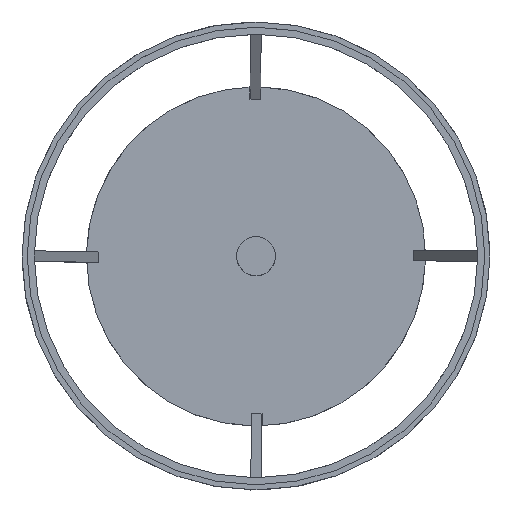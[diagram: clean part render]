
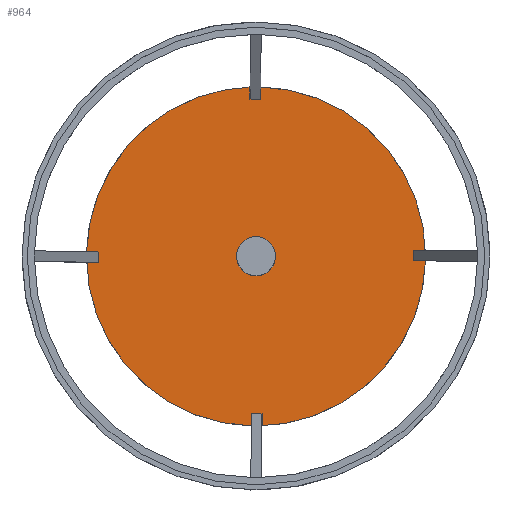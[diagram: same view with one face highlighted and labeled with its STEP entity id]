
A CAD part, top view. The second image highlights one B-rep face of the part: STEP entity #964.
In plain terms, the highlighted planar face has unit normal (0, 0, 1).
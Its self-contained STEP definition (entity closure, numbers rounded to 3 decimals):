
#36=FACE_BOUND('',#170,.T.);
#68=PLANE('',#1058);
#117=FACE_OUTER_BOUND('',#169,.T.);
#169=EDGE_LOOP('',(#811,#812,#813,#814,#815,#816,#817,#818,#819,#820,#821,
#822,#823,#824,#825,#826));
#170=EDGE_LOOP('',(#827));
#209=LINE('',#1489,#306);
#212=LINE('',#1494,#309);
#220=LINE('',#1510,#317);
#223=LINE('',#1516,#320);
#230=LINE('',#1530,#327);
#233=LINE('',#1536,#330);
#240=LINE('',#1550,#337);
#243=LINE('',#1556,#340);
#261=LINE('',#1602,#358);
#262=LINE('',#1605,#359);
#263=LINE('',#1608,#360);
#264=LINE('',#1611,#361);
#306=VECTOR('',#1189,10.);
#309=VECTOR('',#1194,10.);
#317=VECTOR('',#1206,10.);
#320=VECTOR('',#1211,10.);
#327=VECTOR('',#1222,10.);
#330=VECTOR('',#1227,10.);
#337=VECTOR('',#1238,10.);
#340=VECTOR('',#1243,10.);
#358=VECTOR('',#1297,10.);
#359=VECTOR('',#1300,10.);
#360=VECTOR('',#1303,10.);
#361=VECTOR('',#1306,10.);
#380=CIRCLE('',#996,7.5);
#404=CIRCLE('',#1059,65.);
#405=CIRCLE('',#1060,65.);
#406=CIRCLE('',#1061,65.);
#407=CIRCLE('',#1062,65.);
#410=VERTEX_POINT('',#1379);
#447=VERTEX_POINT('',#1487);
#448=VERTEX_POINT('',#1488);
#449=VERTEX_POINT('',#1493);
#454=VERTEX_POINT('',#1507);
#455=VERTEX_POINT('',#1509);
#457=VERTEX_POINT('',#1515);
#461=VERTEX_POINT('',#1527);
#462=VERTEX_POINT('',#1529);
#464=VERTEX_POINT('',#1535);
#468=VERTEX_POINT('',#1547);
#469=VERTEX_POINT('',#1549);
#471=VERTEX_POINT('',#1555);
#481=VERTEX_POINT('',#1601);
#482=VERTEX_POINT('',#1603);
#483=VERTEX_POINT('',#1606);
#484=VERTEX_POINT('',#1609);
#500=EDGE_CURVE('',#410,#410,#380,.T.);
#549=EDGE_CURVE('',#447,#448,#209,.T.);
#552=EDGE_CURVE('',#449,#447,#212,.T.);
#560=EDGE_CURVE('',#455,#454,#220,.T.);
#563=EDGE_CURVE('',#454,#457,#223,.T.);
#570=EDGE_CURVE('',#462,#461,#230,.T.);
#573=EDGE_CURVE('',#461,#464,#233,.T.);
#580=EDGE_CURVE('',#469,#468,#240,.T.);
#583=EDGE_CURVE('',#468,#471,#243,.T.);
#606=EDGE_CURVE('',#481,#449,#261,.T.);
#607=EDGE_CURVE('',#482,#448,#404,.T.);
#608=EDGE_CURVE('',#482,#455,#262,.T.);
#609=EDGE_CURVE('',#483,#457,#405,.T.);
#610=EDGE_CURVE('',#483,#462,#263,.T.);
#611=EDGE_CURVE('',#484,#464,#406,.T.);
#612=EDGE_CURVE('',#484,#469,#264,.T.);
#613=EDGE_CURVE('',#481,#471,#407,.T.);
#811=ORIENTED_EDGE('',*,*,#606,.T.);
#812=ORIENTED_EDGE('',*,*,#552,.T.);
#813=ORIENTED_EDGE('',*,*,#549,.T.);
#814=ORIENTED_EDGE('',*,*,#607,.F.);
#815=ORIENTED_EDGE('',*,*,#608,.T.);
#816=ORIENTED_EDGE('',*,*,#560,.T.);
#817=ORIENTED_EDGE('',*,*,#563,.T.);
#818=ORIENTED_EDGE('',*,*,#609,.F.);
#819=ORIENTED_EDGE('',*,*,#610,.T.);
#820=ORIENTED_EDGE('',*,*,#570,.T.);
#821=ORIENTED_EDGE('',*,*,#573,.T.);
#822=ORIENTED_EDGE('',*,*,#611,.F.);
#823=ORIENTED_EDGE('',*,*,#612,.T.);
#824=ORIENTED_EDGE('',*,*,#580,.T.);
#825=ORIENTED_EDGE('',*,*,#583,.T.);
#826=ORIENTED_EDGE('',*,*,#613,.F.);
#827=ORIENTED_EDGE('',*,*,#500,.T.);
#964=ADVANCED_FACE('',(#117,#36),#68,.F.);
#996=AXIS2_PLACEMENT_3D('',#1381,#1096,#1097);
#1058=AXIS2_PLACEMENT_3D('',#1600,#1295,#1296);
#1059=AXIS2_PLACEMENT_3D('',#1604,#1298,#1299);
#1060=AXIS2_PLACEMENT_3D('',#1607,#1301,#1302);
#1061=AXIS2_PLACEMENT_3D('',#1610,#1304,#1305);
#1062=AXIS2_PLACEMENT_3D('',#1612,#1307,#1308);
#1096=DIRECTION('center_axis',(0.,0.,-1.));
#1097=DIRECTION('ref_axis',(1.,0.,0.));
#1189=DIRECTION('',(-1.,0.,0.));
#1194=DIRECTION('',(0.001,-1.,0.));
#1206=DIRECTION('',(1.,0.001,0.));
#1211=DIRECTION('',(0.,-1.,0.));
#1222=DIRECTION('',(-0.001,1.,0.));
#1227=DIRECTION('',(1.,0.,0.));
#1238=DIRECTION('',(-1.,-0.001,0.));
#1243=DIRECTION('',(0.,1.,0.));
#1295=DIRECTION('center_axis',(0.,0.,-1.));
#1296=DIRECTION('ref_axis',(1.,0.,0.));
#1297=DIRECTION('',(1.,0.,0.));
#1298=DIRECTION('center_axis',(0.,0.,-1.));
#1299=DIRECTION('ref_axis',(1.,0.,0.));
#1300=DIRECTION('',(0.,1.,0.));
#1301=DIRECTION('center_axis',(0.,0.,-1.));
#1302=DIRECTION('ref_axis',(1.,0.,0.));
#1303=DIRECTION('',(-1.,0.,0.));
#1304=DIRECTION('center_axis',(0.,0.,-1.));
#1305=DIRECTION('ref_axis',(1.,0.,0.));
#1306=DIRECTION('',(0.,-1.,0.));
#1307=DIRECTION('center_axis',(0.,0.,-1.));
#1308=DIRECTION('ref_axis',(1.,0.,0.));
#1379=CARTESIAN_POINT('',(67.5,0.,-102.));
#1381=CARTESIAN_POINT('Origin',(75.,0.,-102.));
#1487=CARTESIAN_POINT('',(14.701,-0.302,-102.));
#1488=CARTESIAN_POINT('',(10.001,-0.302,-102.));
#1489=CARTESIAN_POINT('',(42.5,-0.302,-102.));
#1493=CARTESIAN_POINT('',(14.699,1.698,-102.));
#1494=CARTESIAN_POINT('',(14.701,-0.177,-102.));
#1507=CARTESIAN_POINT('',(75.302,-60.299,-102.));
#1509=CARTESIAN_POINT('',(73.302,-60.301,-102.));
#1510=CARTESIAN_POINT('',(75.177,-60.299,-102.));
#1515=CARTESIAN_POINT('',(75.302,-64.999,-102.));
#1516=CARTESIAN_POINT('',(75.302,-32.5,-102.));
#1527=CARTESIAN_POINT('',(135.299,0.302,-102.));
#1529=CARTESIAN_POINT('',(135.301,-1.698,-102.));
#1530=CARTESIAN_POINT('',(135.299,0.177,-102.));
#1535=CARTESIAN_POINT('',(139.999,0.302,-102.));
#1536=CARTESIAN_POINT('',(107.5,0.302,-102.));
#1547=CARTESIAN_POINT('',(74.698,60.299,-102.));
#1549=CARTESIAN_POINT('',(76.698,60.301,-102.));
#1550=CARTESIAN_POINT('',(74.823,60.299,-102.));
#1555=CARTESIAN_POINT('',(74.698,64.999,-102.));
#1556=CARTESIAN_POINT('',(74.698,32.5,-102.));
#1600=CARTESIAN_POINT('Origin',(75.,0.,-102.));
#1601=CARTESIAN_POINT('',(10.022,1.698,-102.));
#1602=CARTESIAN_POINT('',(37.5,1.698,-102.));
#1603=CARTESIAN_POINT('',(73.302,-64.978,-102.));
#1604=CARTESIAN_POINT('Origin',(75.,0.,-102.));
#1605=CARTESIAN_POINT('',(73.302,-37.5,-102.));
#1606=CARTESIAN_POINT('',(139.978,-1.698,-102.));
#1607=CARTESIAN_POINT('Origin',(75.,0.,-102.));
#1608=CARTESIAN_POINT('',(112.5,-1.698,-102.));
#1609=CARTESIAN_POINT('',(76.698,64.978,-102.));
#1610=CARTESIAN_POINT('Origin',(75.,0.,-102.));
#1611=CARTESIAN_POINT('',(76.698,37.5,-102.));
#1612=CARTESIAN_POINT('Origin',(75.,0.,-102.));
